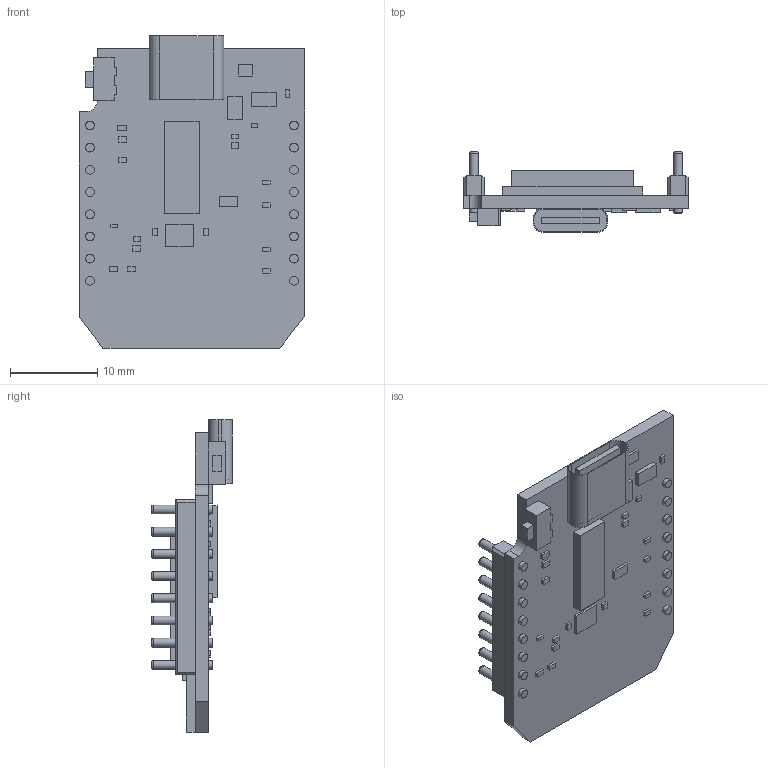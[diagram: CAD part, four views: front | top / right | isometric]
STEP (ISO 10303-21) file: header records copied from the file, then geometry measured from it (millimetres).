
FILE_DESCRIPTION(/* description */ (''),/* implementation_level */ '2;1');
FILE_NAME(/* name */ 'Weemos_D1_Mini v9.step',/* time_stamp */ '2024-06-28T16:35:37+02:00',/* author */ (''),/* organization */ (''),/* preprocessor_version */ 'ST-DEVELOPER v20',/* originating_system */ 'Autodesk Translation Framework v13.14.0.145',/* authorisation */ '');
FILE_SCHEMA (('AUTOMOTIVE_DESIGN { 1 0 10303 214 3 1 1 }'));
Length unit declared in the file: millimetre
Products named in the file (4): Weemos_D1_Mini; Board; USB C; Pins
Assembly tree (3 placements, depth 2):
  Weemos_D1_Mini
    Board
    USB C
    Pins
Bounding box: 25.75 x 9.26 x 35.74 mm (x, y, z)
Volume: 2556.4 mm3; surface area: 4933.8 mm2
Topology: 51 solids, 51 shells, 379 faces, 823 edges, 546 vertices
Faces by surface type: plane 286, cylinder 77, torus 16
Full cylindrical faces by diameter (mm): 1 x48
Entity records: 10538 total; most frequent: DIRECTION 1797, CARTESIAN_POINT 1755, ORIENTED_EDGE 1646, EDGE_CURVE 823, LINE 621, VECTOR 621, AXIS2_PLACEMENT_3D 588, VERTEX_POINT 546
